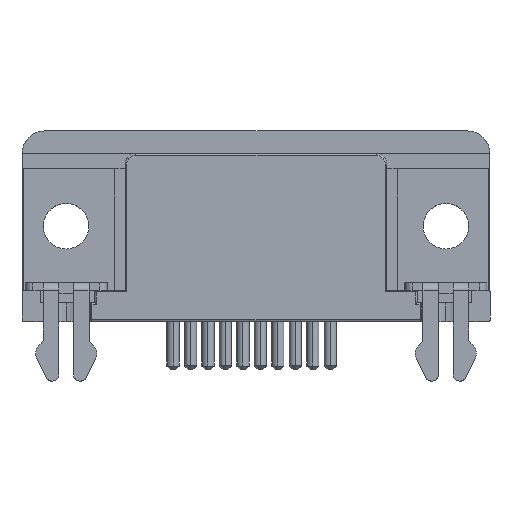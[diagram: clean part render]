
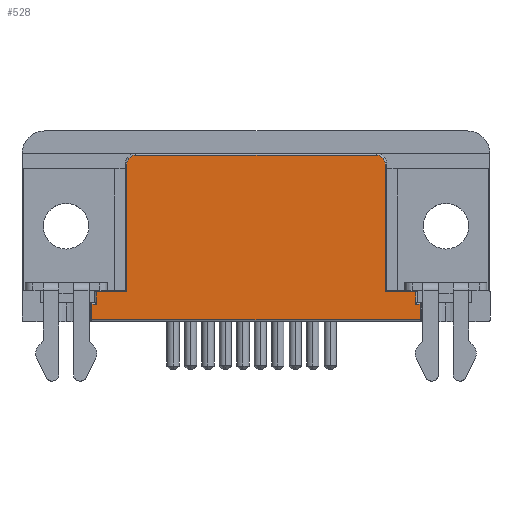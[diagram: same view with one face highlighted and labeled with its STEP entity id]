
A CAD part, top view. The second image highlights one B-rep face of the part: STEP entity #528.
In plain terms, the highlighted planar face has unit normal (0, 0, 1).
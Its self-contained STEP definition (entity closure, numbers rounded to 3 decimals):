
#279 = DIRECTION ( 'NONE',  ( -1., 0., 0. ) ) ;
#392 = EDGE_CURVE ( 'NONE', #6387, #14239, #14836, .T. ) ;
#393 = DIRECTION ( 'NONE',  ( 0., 0., 1. ) ) ;
#528 = ADVANCED_FACE ( 'NONE', ( #9682 ), #2403, .F. ) ;
#1095 = LINE ( 'NONE', #4926, #14085 ) ;
#1257 = EDGE_CURVE ( 'NONE', #11361, #14030, #7423, .T. ) ;
#1778 = ORIENTED_EDGE ( 'NONE', *, *, #1257, .T. ) ;
#1923 = VECTOR ( 'NONE', #6815, 1000. ) ;
#2403 = PLANE ( 'NONE',  #9625 ) ;
#2758 = ORIENTED_EDGE ( 'NONE', *, *, #7853, .T. ) ;
#3156 = CIRCLE ( 'NONE', #6047, 0.6 ) ;
#3481 = DIRECTION ( 'NONE',  ( 0., 0., 1. ) ) ;
#3833 = CARTESIAN_POINT ( 'NONE',  ( 7.9, 4.675, 9. ) ) ;
#3977 = CARTESIAN_POINT ( 'NONE',  ( 0., -4.325, 9. ) ) ;
#4607 = EDGE_CURVE ( 'NONE', #5290, #9398, #16340, .T. ) ;
#4617 = LINE ( 'NONE', #5773, #12091 ) ;
#4639 = LINE ( 'NONE', #6614, #9152 ) ;
#4645 = ORIENTED_EDGE ( 'NONE', *, *, #4607, .T. ) ;
#4814 = VECTOR ( 'NONE', #9350, 1000. ) ;
#4873 = DIRECTION ( 'NONE',  ( 0., 1., 0. ) ) ;
#4926 = CARTESIAN_POINT ( 'NONE',  ( 10.8, 0., 9. ) ) ;
#4964 = CARTESIAN_POINT ( 'NONE',  ( -10.5, 0., 9. ) ) ;
#5167 = CARTESIAN_POINT ( 'NONE',  ( -10.5, -4.325, 9. ) ) ;
#5170 = CARTESIAN_POINT ( 'NONE',  ( -10.8, -5.148, 9. ) ) ;
#5277 = VECTOR ( 'NONE', #10786, 1000. ) ;
#5290 = VERTEX_POINT ( 'NONE', #13287 ) ;
#5702 = VECTOR ( 'NONE', #6814, 1000. ) ;
#5722 = CARTESIAN_POINT ( 'NONE',  ( -10.5, -5.148, 9. ) ) ;
#5773 = CARTESIAN_POINT ( 'NONE',  ( 0., -4.325, 9. ) ) ;
#5950 = CARTESIAN_POINT ( 'NONE',  ( 10.5, -4.325, 9. ) ) ;
#6038 = VERTEX_POINT ( 'NONE', #5950 ) ;
#6047 = AXIS2_PLACEMENT_3D ( 'NONE', #13477, #3481, #14857 ) ;
#6048 = VECTOR ( 'NONE', #279, 1000. ) ;
#6181 = ORIENTED_EDGE ( 'NONE', *, *, #392, .T. ) ;
#6336 = VERTEX_POINT ( 'NONE', #10576 ) ;
#6387 = VERTEX_POINT ( 'NONE', #10521 ) ;
#6452 = LINE ( 'NONE', #13214, #5277 ) ;
#6555 = VERTEX_POINT ( 'NONE', #14548 ) ;
#6614 = CARTESIAN_POINT ( 'NONE',  ( 10.5, 0., 9. ) ) ;
#6642 = EDGE_CURVE ( 'NONE', #14239, #6555, #1095, .T. ) ;
#6757 = ORIENTED_EDGE ( 'NONE', *, *, #9351, .T. ) ;
#6814 = DIRECTION ( 'NONE',  ( -1., 0., 0. ) ) ;
#6815 = DIRECTION ( 'NONE',  ( 0., -1., 0. ) ) ;
#7256 = CARTESIAN_POINT ( 'NONE',  ( -10.8, 0., 9. ) ) ;
#7321 = VERTEX_POINT ( 'NONE', #13453 ) ;
#7423 = LINE ( 'NONE', #3977, #6048 ) ;
#7469 = LINE ( 'NONE', #10421, #9248 ) ;
#7507 = ORIENTED_EDGE ( 'NONE', *, *, #10724, .T. ) ;
#7630 = LINE ( 'NONE', #14590, #5702 ) ;
#7853 = EDGE_CURVE ( 'NONE', #6038, #5290, #4617, .T. ) ;
#7904 = ORIENTED_EDGE ( 'NONE', *, *, #15373, .T. ) ;
#8333 = DIRECTION ( 'NONE',  ( -1., 0., 0. ) ) ;
#8412 = ORIENTED_EDGE ( 'NONE', *, *, #10356, .T. ) ;
#8732 = ORIENTED_EDGE ( 'NONE', *, *, #11518, .T. ) ;
#9152 = VECTOR ( 'NONE', #9521, 1000. ) ;
#9198 = DIRECTION ( 'NONE',  ( -1., 0., 0. ) ) ;
#9248 = VECTOR ( 'NONE', #14128, 1000. ) ;
#9350 = DIRECTION ( 'NONE',  ( 1., 0., 0. ) ) ;
#9351 = EDGE_CURVE ( 'NONE', #13488, #15976, #7630, .T. ) ;
#9358 = CARTESIAN_POINT ( 'NONE',  ( 10.8, -6.175, 9. ) ) ;
#9386 = CARTESIAN_POINT ( 'NONE',  ( -7.9, 4.675, 9. ) ) ;
#9398 = VERTEX_POINT ( 'NONE', #12360 ) ;
#9521 = DIRECTION ( 'NONE',  ( 0., 1., 0. ) ) ;
#9625 = AXIS2_PLACEMENT_3D ( 'NONE', #11147, #13694, #12423 ) ;
#9682 = FACE_OUTER_BOUND ( 'NONE', #11191, .T. ) ;
#9704 = EDGE_CURVE ( 'NONE', #7321, #11361, #15300, .T. ) ;
#10216 = VECTOR ( 'NONE', #11317, 1000. ) ;
#10356 = EDGE_CURVE ( 'NONE', #14030, #14831, #12785, .T. ) ;
#10421 = CARTESIAN_POINT ( 'NONE',  ( 0., -5.148, 9. ) ) ;
#10521 = CARTESIAN_POINT ( 'NONE',  ( -10.8, -6.175, 9. ) ) ;
#10576 = CARTESIAN_POINT ( 'NONE',  ( 10.5, -5.148, 9. ) ) ;
#10615 = CARTESIAN_POINT ( 'NONE',  ( 7.9, 4.075, 9. ) ) ;
#10724 = EDGE_CURVE ( 'NONE', #6555, #6336, #7469, .T. ) ;
#10786 = DIRECTION ( 'NONE',  ( -1., 0., 0. ) ) ;
#11147 = CARTESIAN_POINT ( 'NONE',  ( 0., 0., 9. ) ) ;
#11184 = VERTEX_POINT ( 'NONE', #5170 ) ;
#11191 = EDGE_LOOP ( 'NONE', ( #1778, #8412, #8732, #15100, #6181, #14513, #7507, #12732, #2758, #4645, #7904, #6757, #15537, #14958 ) ) ;
#11317 = DIRECTION ( 'NONE',  ( 0., -1., 0. ) ) ;
#11361 = VERTEX_POINT ( 'NONE', #14384 ) ;
#11518 = EDGE_CURVE ( 'NONE', #14831, #11184, #6452, .T. ) ;
#11814 = VECTOR ( 'NONE', #4873, 1000. ) ;
#11882 = EDGE_CURVE ( 'NONE', #6336, #6038, #4639, .T. ) ;
#11905 = CARTESIAN_POINT ( 'NONE',  ( 0., -6.175, 9. ) ) ;
#12091 = VECTOR ( 'NONE', #8333, 1000. ) ;
#12360 = CARTESIAN_POINT ( 'NONE',  ( 8.5, 4.075, 9. ) ) ;
#12423 = DIRECTION ( 'NONE',  ( -1., 0., 0. ) ) ;
#12472 = VECTOR ( 'NONE', #15878, 1000. ) ;
#12663 = LINE ( 'NONE', #7256, #12472 ) ;
#12732 = ORIENTED_EDGE ( 'NONE', *, *, #11882, .T. ) ;
#12785 = LINE ( 'NONE', #4964, #10216 ) ;
#12791 = EDGE_CURVE ( 'NONE', #11184, #6387, #12663, .T. ) ;
#13214 = CARTESIAN_POINT ( 'NONE',  ( 0., -5.148, 9. ) ) ;
#13287 = CARTESIAN_POINT ( 'NONE',  ( 8.5, -4.325, 9. ) ) ;
#13453 = CARTESIAN_POINT ( 'NONE',  ( -8.5, 4.075, 9. ) ) ;
#13477 = CARTESIAN_POINT ( 'NONE',  ( -7.9, 4.075, 9. ) ) ;
#13488 = VERTEX_POINT ( 'NONE', #3833 ) ;
#13694 = DIRECTION ( 'NONE',  ( 0., 0., -1. ) ) ;
#14030 = VERTEX_POINT ( 'NONE', #5167 ) ;
#14085 = VECTOR ( 'NONE', #16142, 1000. ) ;
#14128 = DIRECTION ( 'NONE',  ( -1., 0., 0. ) ) ;
#14239 = VERTEX_POINT ( 'NONE', #9358 ) ;
#14384 = CARTESIAN_POINT ( 'NONE',  ( -8.5, -4.325, 9. ) ) ;
#14513 = ORIENTED_EDGE ( 'NONE', *, *, #6642, .T. ) ;
#14548 = CARTESIAN_POINT ( 'NONE',  ( 10.8, -5.148, 9. ) ) ;
#14590 = CARTESIAN_POINT ( 'NONE',  ( 0., 4.675, 9. ) ) ;
#14831 = VERTEX_POINT ( 'NONE', #5722 ) ;
#14836 = LINE ( 'NONE', #11905, #4814 ) ;
#14857 = DIRECTION ( 'NONE',  ( -1., 0., 0. ) ) ;
#14958 = ORIENTED_EDGE ( 'NONE', *, *, #9704, .T. ) ;
#15100 = ORIENTED_EDGE ( 'NONE', *, *, #12791, .T. ) ;
#15300 = LINE ( 'NONE', #15790, #1923 ) ;
#15373 = EDGE_CURVE ( 'NONE', #9398, #13488, #16043, .T. ) ;
#15537 = ORIENTED_EDGE ( 'NONE', *, *, #15612, .T. ) ;
#15612 = EDGE_CURVE ( 'NONE', #15976, #7321, #3156, .T. ) ;
#15740 = AXIS2_PLACEMENT_3D ( 'NONE', #10615, #393, #9198 ) ;
#15790 = CARTESIAN_POINT ( 'NONE',  ( -8.5, 0., 9. ) ) ;
#15878 = DIRECTION ( 'NONE',  ( 0., -1., 0. ) ) ;
#15976 = VERTEX_POINT ( 'NONE', #9386 ) ;
#16043 = CIRCLE ( 'NONE', #15740, 0.6 ) ;
#16092 = CARTESIAN_POINT ( 'NONE',  ( 8.5, 0., 9. ) ) ;
#16142 = DIRECTION ( 'NONE',  ( 0., 1., 0. ) ) ;
#16340 = LINE ( 'NONE', #16092, #11814 ) ;
